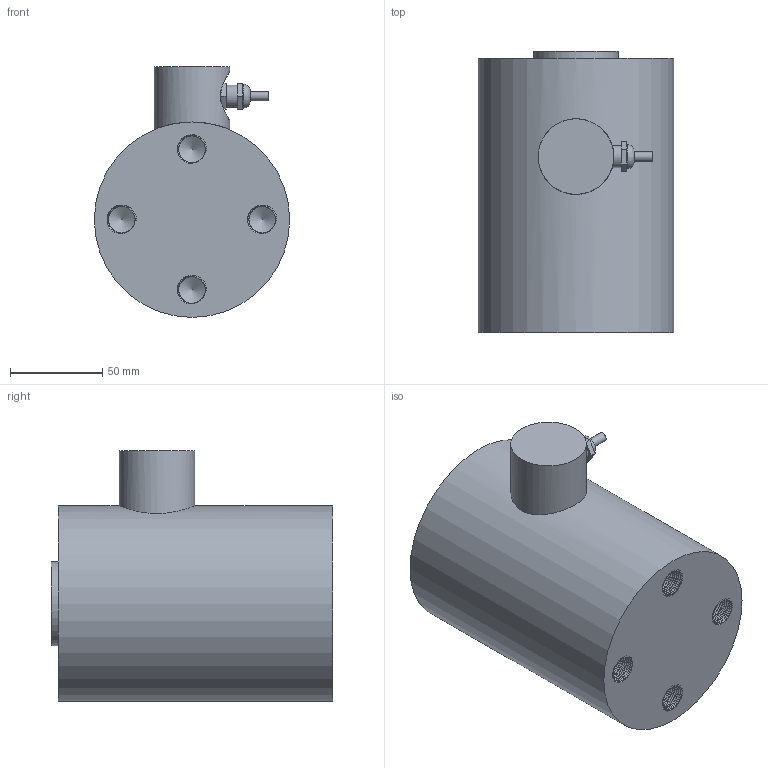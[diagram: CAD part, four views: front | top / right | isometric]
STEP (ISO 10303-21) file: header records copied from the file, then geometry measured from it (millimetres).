
FILE_DESCRIPTION(/* description */ (''),/* implementation_level */ '2;1');
FILE_NAME(/* name */ '106KS-50klb v4.step',/* time_stamp */ '2020-01-31T11:12:22-08:00',/* author */ (''),/* organization */ (''),/* preprocessor_version */ 'ST-DEVELOPER v18',/* originating_system */ 'Autodesk Translation Framework v8.12.0.6',/* authorisation */ '');
FILE_SCHEMA (('AUTOMOTIVE_DESIGN { 1 0 10303 214 3 1 1 }'));
Length unit declared in the file: inch
Products named in the file (2): 106KS-50klb; Connector
Assembly tree (1 placements, depth 2):
  106KS-50klb
    Connector
Bounding box: 105.92 x 152.4 x 135.92 mm (x, y, z)
Volume: 1339390.5 mm3; surface area: 78912.8 mm2
Topology: 2 solids, 2 shells, 145 faces, 379 edges, 247 vertices
Faces by surface type: cylinder 102, plane 29, bspline 9, cone 5
Full cylindrical faces by diameter (mm): 5.1 x1, 9.906 x1, 12 x2, 13 x1, 14.516 x32, 15.875 x44, 26.162 x1, 26.6 x1, 41 x1, 45.72 x1, 105.918 x1
Entity records: 13072 total; most frequent: CARTESIAN_POINT 9811, ORIENTED_EDGE 748, DIRECTION 525, EDGE_CURVE 374, VERTEX_POINT 247, AXIS2_PLACEMENT_3D 195, B_SPLINE_CURVE_WITH_KNOTS 183, EDGE_LOOP 159
